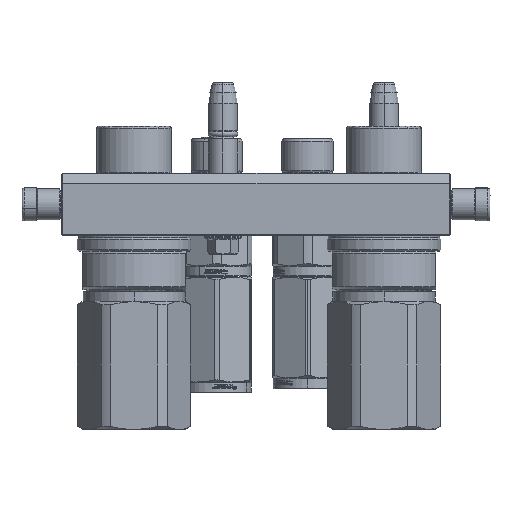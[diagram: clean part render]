
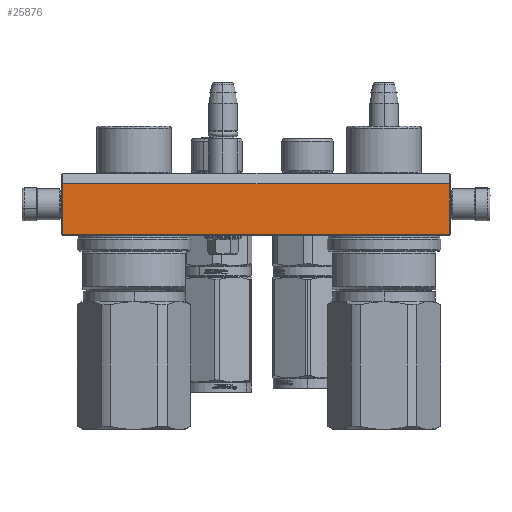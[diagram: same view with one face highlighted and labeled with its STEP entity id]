
A CAD part, left-side view. The second image highlights one B-rep face of the part: STEP entity #25876.
In plain terms, the highlighted face is planar.
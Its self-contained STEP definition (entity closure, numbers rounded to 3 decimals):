
#1829 = DIRECTION ( 'NONE',  ( -1., 0., 0. ) ) ;
#6575 = EDGE_CURVE ( 'NONE', #40602, #45866, #47657, .T. ) ;
#9107 = EDGE_CURVE ( 'NONE', #40602, #36076, #14296, .T. ) ;
#11979 = LINE ( 'NONE', #25730, #30917 ) ;
#14296 = LINE ( 'NONE', #57832, #18800 ) ;
#14932 = AXIS2_PLACEMENT_3D ( 'NONE', #43909, #66855, #72076 ) ;
#17002 = VECTOR ( 'NONE', #46981, 1000. ) ;
#17318 = VECTOR ( 'NONE', #48965, 1000. ) ;
#18036 = EDGE_CURVE ( 'NONE', #45866, #34482, #65071, .T. ) ;
#18800 = VECTOR ( 'NONE', #29093, 1000. ) ;
#22401 = CARTESIAN_POINT ( 'NONE',  ( 93.5, 5., -45. ) ) ;
#25730 = CARTESIAN_POINT ( 'NONE',  ( 93.5, 29.5, -45. ) ) ;
#25876 = ADVANCED_FACE ( 'NONE', ( #55122 ), #73062, .T. ) ;
#29093 = DIRECTION ( 'NONE',  ( 0., 1., 0. ) ) ;
#30917 = VECTOR ( 'NONE', #1829, 1000. ) ;
#32542 = EDGE_CURVE ( 'NONE', #36076, #34482, #11979, .T. ) ;
#33568 = CARTESIAN_POINT ( 'NONE',  ( 93.5, 29.5, -45. ) ) ;
#34482 = VERTEX_POINT ( 'NONE', #69711 ) ;
#35585 = CARTESIAN_POINT ( 'NONE',  ( 93.5, 5., -45. ) ) ;
#35908 = ORIENTED_EDGE ( 'NONE', *, *, #6575, .T. ) ;
#36076 = VERTEX_POINT ( 'NONE', #33568 ) ;
#40602 = VERTEX_POINT ( 'NONE', #22401 ) ;
#43106 = ORIENTED_EDGE ( 'NONE', *, *, #9107, .F. ) ;
#43909 = CARTESIAN_POINT ( 'NONE',  ( 94., 0., -45. ) ) ;
#45866 = VERTEX_POINT ( 'NONE', #57717 ) ;
#46981 = DIRECTION ( 'NONE',  ( -1., 0., 0. ) ) ;
#47657 = LINE ( 'NONE', #35585, #17002 ) ;
#48480 = CARTESIAN_POINT ( 'NONE',  ( -93.5, 5., -45. ) ) ;
#48965 = DIRECTION ( 'NONE',  ( 0., 1., 0. ) ) ;
#55122 = FACE_OUTER_BOUND ( 'NONE', #57750, .T. ) ;
#57717 = CARTESIAN_POINT ( 'NONE',  ( -93.5, 5., -45. ) ) ;
#57750 = EDGE_LOOP ( 'NONE', ( #58338, #60311, #43106, #35908 ) ) ;
#57832 = CARTESIAN_POINT ( 'NONE',  ( 93.5, 5., -45. ) ) ;
#58338 = ORIENTED_EDGE ( 'NONE', *, *, #18036, .T. ) ;
#60311 = ORIENTED_EDGE ( 'NONE', *, *, #32542, .F. ) ;
#65071 = LINE ( 'NONE', #48480, #17318 ) ;
#66855 = DIRECTION ( 'NONE',  ( 0., 0., -1. ) ) ;
#69711 = CARTESIAN_POINT ( 'NONE',  ( -93.5, 29.5, -45. ) ) ;
#72076 = DIRECTION ( 'NONE',  ( -1., 0., 0. ) ) ;
#73062 = PLANE ( 'NONE',  #14932 ) ;
